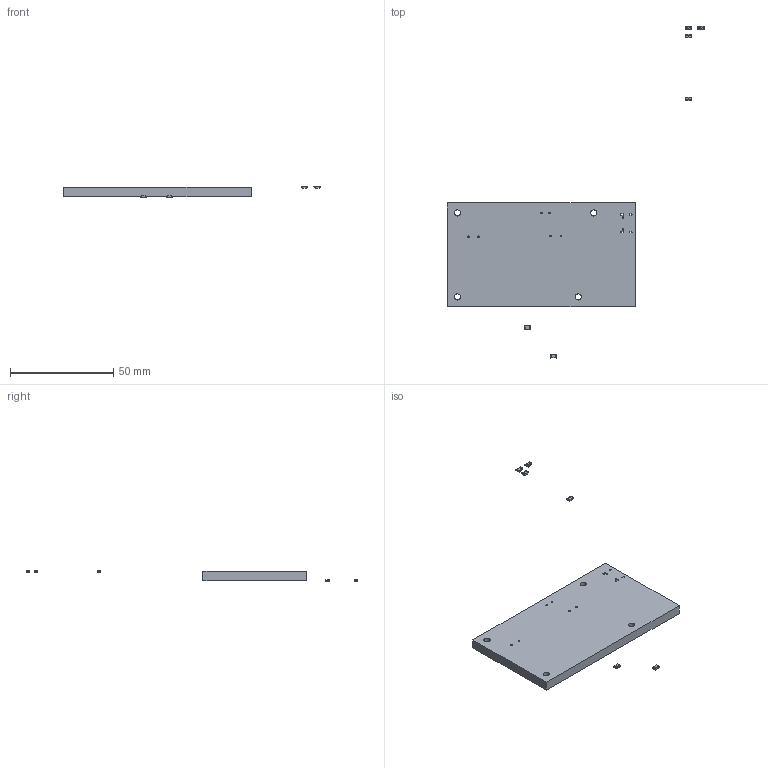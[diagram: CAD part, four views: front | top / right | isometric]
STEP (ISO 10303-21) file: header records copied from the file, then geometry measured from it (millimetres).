
FILE_DESCRIPTION(('KiCad electronic assembly'),'2;1');
FILE_NAME('USTSIPIN02A.step','2022-05-04T08:48:21',('Pcbnew'),('Kicad'), 'Open CASCADE STEP processor 7.5','KiCad to STEP converter','Unknown' );
FILE_SCHEMA(('AUTOMOTIVE_DESIGN { 1 0 10303 214 1 1 1 1 }'));
Length unit declared in the file: millimetre
Products named in the file (4): USTSIPIN02A 1; LED_1206_3216Metric; SOLID; tmpxk8sxwy3 PCB
Assembly tree (8 placements, depth 3):
  USTSIPIN02A 1
    LED_1206_3216Metric  x6
      SOLID
    tmpxk8sxwy3 PCB
Bounding box: 124.46 x 160.65 x 5.79 mm (x, y, z)
Volume: 21306.5 mm3; surface area: 10853.7 mm2
Topology: 7 solids, 7 shells, 334 faces, 894 edges, 580 vertices
Faces by surface type: bspline 300, cylinder 20, plane 14
Full cylindrical faces by diameter (mm): 0.65 x2, 0.762 x2, 0.8 x2, 0.889 x2, 3 x4
Entity records: 5906 total; most frequent: CARTESIAN_POINT 1799, ORIENTED_EDGE 458, PCURVE 458, DEFINITIONAL_REPRESENTATION 458, DIRECTION 374, B_SPLINE_CURVE_WITH_KNOTS 367, EDGE_CURVE 229, SURFACE_CURVE 217
